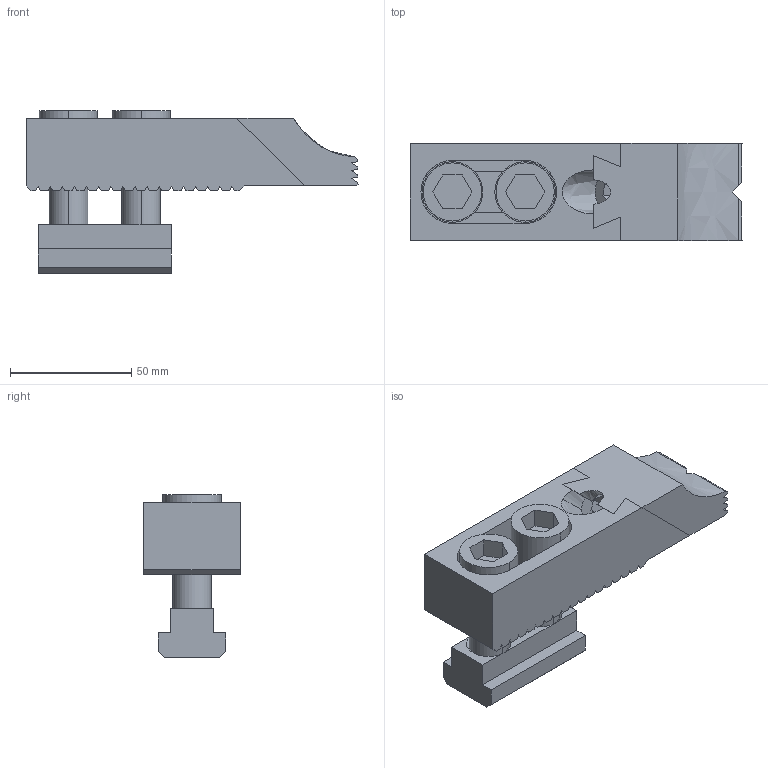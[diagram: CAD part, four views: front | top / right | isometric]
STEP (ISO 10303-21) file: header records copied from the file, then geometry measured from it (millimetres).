
FILE_DESCRIPTION (( 'STEP AP203' ), '1' );
FILE_NAME ('bj101-16030t.STEP', '2021-10-25T01:06:54', ( '' ), ( '' ), 'SwSTEP 2.0', 'SolidWorks 2020', '' );
FILE_SCHEMA (( 'CONFIG_CONTROL_DESIGN' ));
Length unit declared in the file: millimetre
Products named in the file (8): bj101-16030t; bj101-16030t_05; bj101-16030t_06; bj101-16030t_04; bj101-16030t_01; bj101-16030t_02; bj101-16030t_03; bj101-16030t_07
Assembly tree (7 placements, depth 2):
  bj101-16030t
    bj101-16030t_01
    bj101-16030t_02
    bj101-16030t_03
    bj101-16030t_04
    bj101-16030t_05
    bj101-16030t_06
    bj101-16030t_07
Bounding box: 137 x 40 x 67 mm (x, y, z)
Volume: 160411.9 mm3; surface area: 48761.3 mm2
Topology: 7 solids, 7 shells, 220 faces, 657 edges, 454 vertices
Faces by surface type: plane 181, cylinder 25, cone 8, bspline 6
Entity records: 8937 total; most frequent: CARTESIAN_POINT 2726, ORIENTED_EDGE 1314, DIRECTION 849, EDGE_CURVE 657, VERTEX_POINT 454, B_SPLINE_CURVE_WITH_KNOTS 312, AXIS2_PLACEMENT_3D 297, VECTOR 255
